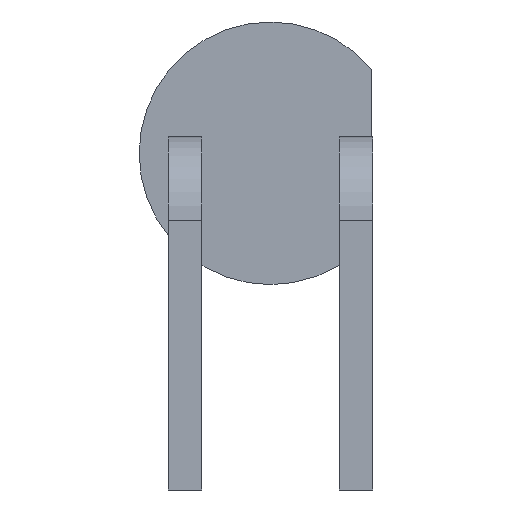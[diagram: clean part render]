
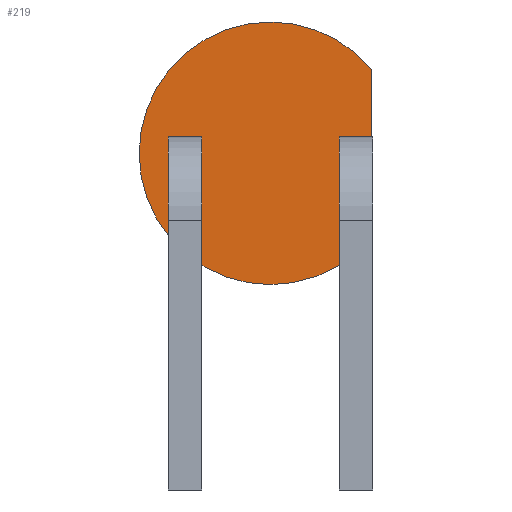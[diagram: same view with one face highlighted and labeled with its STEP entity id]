
A CAD part, front view. The second image highlights one B-rep face of the part: STEP entity #219.
In plain terms, the highlighted planar face has unit normal (0, -1, 0).
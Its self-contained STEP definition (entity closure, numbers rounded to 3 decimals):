
#39 = LINE ( 'NONE', #961, #1049 ) ;
#48 = EDGE_CURVE ( 'NONE', #83, #80, #1451, .T. ) ;
#52 = VERTEX_POINT ( 'NONE', #511 ) ;
#66 = ORIENTED_EDGE ( 'NONE', *, *, #878, .F. ) ;
#80 = VERTEX_POINT ( 'NONE', #178 ) ;
#83 = VERTEX_POINT ( 'NONE', #781 ) ;
#95 = VERTEX_POINT ( 'NONE', #1365 ) ;
#124 = CIRCLE ( 'NONE', #849, 1.95 ) ;
#146 = CARTESIAN_POINT ( 'NONE',  ( 0., 0., 0. ) ) ;
#160 = VERTEX_POINT ( 'NONE', #581 ) ;
#178 = CARTESIAN_POINT ( 'NONE',  ( -1.52, 0., 0.25 ) ) ;
#198 = ORIENTED_EDGE ( 'NONE', *, *, #402, .F. ) ;
#204 = LINE ( 'NONE', #339, #1262 ) ;
#210 = FACE_OUTER_BOUND ( 'NONE', #1305, .T. ) ;
#219 = ADVANCED_FACE ( 'NONE', ( #210, #404 ), #248, .F. ) ;
#235 = VECTOR ( 'NONE', #607, 1000. ) ;
#248 = PLANE ( 'NONE',  #1028 ) ;
#281 = EDGE_CURVE ( 'NONE', #95, #1164, #1334, .T. ) ;
#339 = CARTESIAN_POINT ( 'NONE',  ( -1.02, 0., -0.25 ) ) ;
#349 = DIRECTION ( 'NONE',  ( 0., 1., 0. ) ) ;
#365 = CARTESIAN_POINT ( 'NONE',  ( 1.95, 0., 0. ) ) ;
#373 = DIRECTION ( 'NONE',  ( 1., 0., 0. ) ) ;
#386 = CARTESIAN_POINT ( 'NONE',  ( -1.02, 0., -0.25 ) ) ;
#387 = DIRECTION ( 'NONE',  ( 0., 0., -1. ) ) ;
#402 = EDGE_CURVE ( 'NONE', #1409, #601, #480, .T. ) ;
#404 = FACE_BOUND ( 'NONE', #667, .T. ) ;
#406 = CARTESIAN_POINT ( 'NONE',  ( 1.5, 0., -1.246 ) ) ;
#408 = VERTEX_POINT ( 'NONE', #1196 ) ;
#464 = CARTESIAN_POINT ( 'NONE',  ( -1.52, 0., -0.25 ) ) ;
#480 = LINE ( 'NONE', #406, #1380 ) ;
#485 = CARTESIAN_POINT ( 'NONE',  ( 1.5, 0., -1.246 ) ) ;
#487 = DIRECTION ( 'NONE',  ( 0., 0., 1. ) ) ;
#507 = VERTEX_POINT ( 'NONE', #748 ) ;
#511 = CARTESIAN_POINT ( 'NONE',  ( 1.02, 0., -0.25 ) ) ;
#526 = ORIENTED_EDGE ( 'NONE', *, *, #1426, .F. ) ;
#581 = CARTESIAN_POINT ( 'NONE',  ( -1.02, 0., -0.25 ) ) ;
#601 = VERTEX_POINT ( 'NONE', #998 ) ;
#607 = DIRECTION ( 'NONE',  ( -1., 0., 0. ) ) ;
#667 = EDGE_LOOP ( 'NONE', ( #1208, #526, #769, #783 ) ) ;
#696 = EDGE_CURVE ( 'NONE', #52, #95, #727, .T. ) ;
#706 = EDGE_CURVE ( 'NONE', #408, #160, #204, .T. ) ;
#727 = LINE ( 'NONE', #1361, #1482 ) ;
#748 = CARTESIAN_POINT ( 'NONE',  ( 1.02, 0., 0.25 ) ) ;
#750 = DIRECTION ( 'NONE',  ( 0., 0., -1. ) ) ;
#769 = ORIENTED_EDGE ( 'NONE', *, *, #706, .F. ) ;
#781 = CARTESIAN_POINT ( 'NONE',  ( -1.02, 0., 0.25 ) ) ;
#783 = ORIENTED_EDGE ( 'NONE', *, *, #851, .F. ) ;
#810 = LINE ( 'NONE', #386, #1113 ) ;
#849 = AXIS2_PLACEMENT_3D ( 'NONE', #146, #912, #373 ) ;
#851 = EDGE_CURVE ( 'NONE', #80, #408, #1170, .T. ) ;
#878 = EDGE_CURVE ( 'NONE', #507, #52, #39, .T. ) ;
#912 = DIRECTION ( 'NONE',  ( 0., -1., 0. ) ) ;
#923 = DIRECTION ( 'NONE',  ( -1., 0., 0. ) ) ;
#930 = ORIENTED_EDGE ( 'NONE', *, *, #1414, .F. ) ;
#942 = DIRECTION ( 'NONE',  ( 0., 0., -1. ) ) ;
#961 = CARTESIAN_POINT ( 'NONE',  ( 1.02, 0., -0.25 ) ) ;
#964 = DIRECTION ( 'NONE',  ( -1., 0., 0. ) ) ;
#990 = ORIENTED_EDGE ( 'NONE', *, *, #281, .F. ) ;
#998 = CARTESIAN_POINT ( 'NONE',  ( 1.5, 0., 0.25 ) ) ;
#1023 = DIRECTION ( 'NONE',  ( 1., 0., 0. ) ) ;
#1028 = AXIS2_PLACEMENT_3D ( 'NONE', #365, #349, #923 ) ;
#1031 = LINE ( 'NONE', #1175, #235 ) ;
#1043 = ORIENTED_EDGE ( 'NONE', *, *, #696, .F. ) ;
#1049 = VECTOR ( 'NONE', #387, 1000. ) ;
#1061 = VECTOR ( 'NONE', #964, 1000. ) ;
#1105 = VECTOR ( 'NONE', #942, 1000. ) ;
#1113 = VECTOR ( 'NONE', #487, 1000. ) ;
#1118 = DIRECTION ( 'NONE',  ( 1., 0., 0. ) ) ;
#1158 = DIRECTION ( 'NONE',  ( 0., 0., -1. ) ) ;
#1164 = VERTEX_POINT ( 'NONE', #1272 ) ;
#1165 = CARTESIAN_POINT ( 'NONE',  ( 1.5, 0., 1.246 ) ) ;
#1170 = LINE ( 'NONE', #464, #1341 ) ;
#1175 = CARTESIAN_POINT ( 'NONE',  ( 1.02, 0., 0.25 ) ) ;
#1196 = CARTESIAN_POINT ( 'NONE',  ( -1.52, 0., -0.25 ) ) ;
#1208 = ORIENTED_EDGE ( 'NONE', *, *, #48, .F. ) ;
#1215 = EDGE_CURVE ( 'NONE', #1409, #1164, #124, .T. ) ;
#1262 = VECTOR ( 'NONE', #1118, 1000. ) ;
#1272 = CARTESIAN_POINT ( 'NONE',  ( 1.5, 0., -1.246 ) ) ;
#1305 = EDGE_LOOP ( 'NONE', ( #990, #1043, #66, #930, #198, #1321 ) ) ;
#1321 = ORIENTED_EDGE ( 'NONE', *, *, #1215, .T. ) ;
#1334 = LINE ( 'NONE', #485, #1105 ) ;
#1341 = VECTOR ( 'NONE', #1158, 1000. ) ;
#1361 = CARTESIAN_POINT ( 'NONE',  ( 1.02, 0., -0.25 ) ) ;
#1365 = CARTESIAN_POINT ( 'NONE',  ( 1.5, 0., -0.25 ) ) ;
#1380 = VECTOR ( 'NONE', #750, 1000. ) ;
#1409 = VERTEX_POINT ( 'NONE', #1165 ) ;
#1414 = EDGE_CURVE ( 'NONE', #601, #507, #1031, .T. ) ;
#1426 = EDGE_CURVE ( 'NONE', #160, #83, #810, .T. ) ;
#1429 = CARTESIAN_POINT ( 'NONE',  ( -1.02, 0., 0.25 ) ) ;
#1451 = LINE ( 'NONE', #1429, #1061 ) ;
#1482 = VECTOR ( 'NONE', #1023, 1000. ) ;
